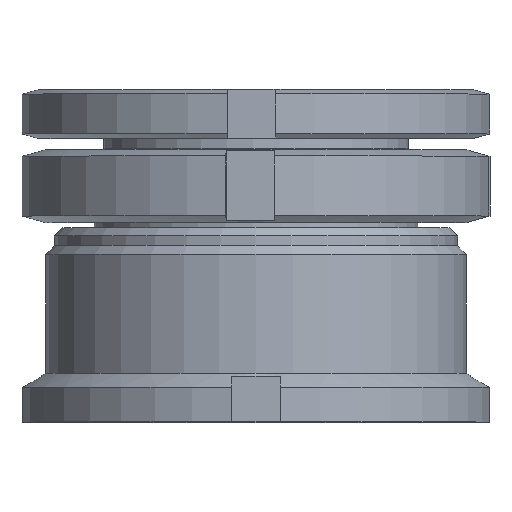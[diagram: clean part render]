
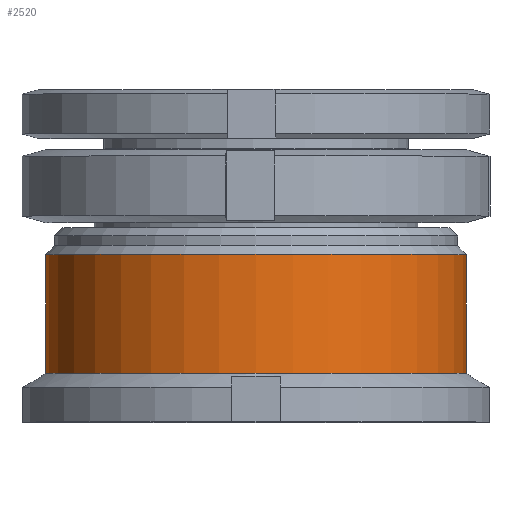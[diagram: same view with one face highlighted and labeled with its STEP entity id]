
A CAD part, top view. The second image highlights one B-rep face of the part: STEP entity #2520.
In plain terms, the highlighted cylindrical face has radius 26 mm (diameter 52 mm), a partial arc.
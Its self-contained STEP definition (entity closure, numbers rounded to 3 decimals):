
#62 = CARTESIAN_POINT ( 'NONE',  ( 26., 0.431, 0. ) ) ;
#158 = EDGE_CURVE ( 'NONE', #1995, #3705, #3747, .T. ) ;
#240 = VECTOR ( 'NONE', #786, 1000. ) ;
#373 = VECTOR ( 'NONE', #2296, 1000. ) ;
#443 = EDGE_CURVE ( 'NONE', #1933, #1995, #1913, .T. ) ;
#481 = CARTESIAN_POINT ( 'NONE',  ( -26., 8.27, 0. ) ) ;
#491 = CARTESIAN_POINT ( 'NONE',  ( 26., 8.27, 0. ) ) ;
#593 = AXIS2_PLACEMENT_3D ( 'NONE', #1533, #3687, #2166 ) ;
#628 = CARTESIAN_POINT ( 'NONE',  ( -26., 0.431, 0. ) ) ;
#639 = DIRECTION ( 'NONE',  ( 0., 1., 0. ) ) ;
#673 = CYLINDRICAL_SURFACE ( 'NONE', #2021, 26. ) ;
#786 = DIRECTION ( 'NONE',  ( 0., 1., 0. ) ) ;
#871 = ORIENTED_EDGE ( 'NONE', *, *, #1566, .F. ) ;
#873 = ORIENTED_EDGE ( 'NONE', *, *, #2615, .F. ) ;
#972 = ORIENTED_EDGE ( 'NONE', *, *, #158, .T. ) ;
#974 = CARTESIAN_POINT ( 'NONE',  ( 26., -14.269, 0. ) ) ;
#1533 = CARTESIAN_POINT ( 'NONE',  ( 0., -14.269, 0. ) ) ;
#1566 = EDGE_CURVE ( 'NONE', #1933, #3160, #3451, .T. ) ;
#1645 = DIRECTION ( 'NONE',  ( 0., 1., 0. ) ) ;
#1656 = DIRECTION ( 'NONE',  ( -1., 0., 0. ) ) ;
#1668 = CIRCLE ( 'NONE', #2387, 26. ) ;
#1913 = CIRCLE ( 'NONE', #593, 26. ) ;
#1933 = VERTEX_POINT ( 'NONE', #2326 ) ;
#1995 = VERTEX_POINT ( 'NONE', #974 ) ;
#2021 = AXIS2_PLACEMENT_3D ( 'NONE', #2600, #1645, #1656 ) ;
#2080 = FACE_OUTER_BOUND ( 'NONE', #2640, .T. ) ;
#2166 = DIRECTION ( 'NONE',  ( -1., 0., 0. ) ) ;
#2296 = DIRECTION ( 'NONE',  ( 0., 1., 0. ) ) ;
#2326 = CARTESIAN_POINT ( 'NONE',  ( -26., -14.269, 0. ) ) ;
#2387 = AXIS2_PLACEMENT_3D ( 'NONE', #3094, #639, #3065 ) ;
#2520 = ADVANCED_FACE ( 'NONE', ( #2080 ), #673, .T. ) ;
#2600 = CARTESIAN_POINT ( 'NONE',  ( 0., 8.27, 0. ) ) ;
#2615 = EDGE_CURVE ( 'NONE', #3160, #3705, #1668, .T. ) ;
#2640 = EDGE_LOOP ( 'NONE', ( #2948, #972, #873, #871 ) ) ;
#2948 = ORIENTED_EDGE ( 'NONE', *, *, #443, .T. ) ;
#3065 = DIRECTION ( 'NONE',  ( -1., 0., 0. ) ) ;
#3094 = CARTESIAN_POINT ( 'NONE',  ( 0., 0.431, 0. ) ) ;
#3160 = VERTEX_POINT ( 'NONE', #628 ) ;
#3451 = LINE ( 'NONE', #481, #240 ) ;
#3687 = DIRECTION ( 'NONE',  ( 0., 1., 0. ) ) ;
#3705 = VERTEX_POINT ( 'NONE', #62 ) ;
#3747 = LINE ( 'NONE', #491, #373 ) ;
